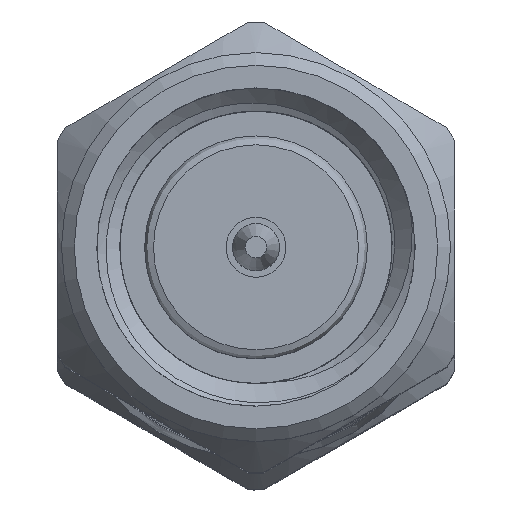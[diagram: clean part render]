
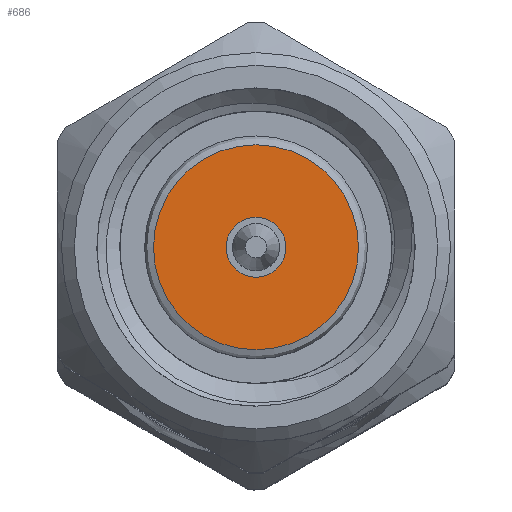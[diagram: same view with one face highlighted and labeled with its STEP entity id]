
A CAD part, top view. The second image highlights one B-rep face of the part: STEP entity #686.
In plain terms, the highlighted face is planar.
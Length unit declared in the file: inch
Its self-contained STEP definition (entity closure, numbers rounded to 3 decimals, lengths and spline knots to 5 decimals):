
#19 = AXIS2_PLACEMENT_3D ( 'NONE', #158, #915, #691 ) ;
#23 = PLANE ( 'NONE',  #1215 ) ;
#158 = CARTESIAN_POINT ( 'NONE',  ( 0.1, 0., 0. ) ) ;
#448 = EDGE_LOOP ( 'NONE', ( #1812 ) ) ;
#563 = FACE_OUTER_BOUND ( 'NONE', #448, .T. ) ;
#686 = ADVANCED_FACE ( 'NONE', ( #563, #1889 ), #23, .F. ) ;
#691 = DIRECTION ( 'NONE',  ( 0., 0., -1. ) ) ;
#915 = DIRECTION ( 'NONE',  ( -1., 0., 0. ) ) ;
#921 = VERTEX_POINT ( 'NONE', #1720 ) ;
#952 = CARTESIAN_POINT ( 'NONE',  ( 0.1, 0., 0. ) ) ;
#1120 = CARTESIAN_POINT ( 'NONE',  ( 0.1, 0., -0.0805 ) ) ;
#1215 = AXIS2_PLACEMENT_3D ( 'NONE', #952, #2118, #1913 ) ;
#1459 = CIRCLE ( 'NONE', #1730, 0.0235 ) ;
#1537 = CIRCLE ( 'NONE', #19, 0.0805 ) ;
#1624 = CARTESIAN_POINT ( 'NONE',  ( 0.1, 0., 0. ) ) ;
#1720 = CARTESIAN_POINT ( 'NONE',  ( 0.1, 0., -0.0235 ) ) ;
#1730 = AXIS2_PLACEMENT_3D ( 'NONE', #1624, #1824, #2191 ) ;
#1812 = ORIENTED_EDGE ( 'NONE', *, *, #1886, .T. ) ;
#1814 = EDGE_CURVE ( 'NONE', #921, #921, #1459, .T. ) ;
#1824 = DIRECTION ( 'NONE',  ( -1., 0., 0. ) ) ;
#1886 = EDGE_CURVE ( 'NONE', #2059, #2059, #1537, .T. ) ;
#1889 = FACE_BOUND ( 'NONE', #2142, .T. ) ;
#1913 = DIRECTION ( 'NONE',  ( 0., 0., -1. ) ) ;
#2003 = ORIENTED_EDGE ( 'NONE', *, *, #1814, .F. ) ;
#2059 = VERTEX_POINT ( 'NONE', #1120 ) ;
#2118 = DIRECTION ( 'NONE',  ( 1., 0., 0. ) ) ;
#2142 = EDGE_LOOP ( 'NONE', ( #2003 ) ) ;
#2191 = DIRECTION ( 'NONE',  ( 0., 0., -1. ) ) ;
